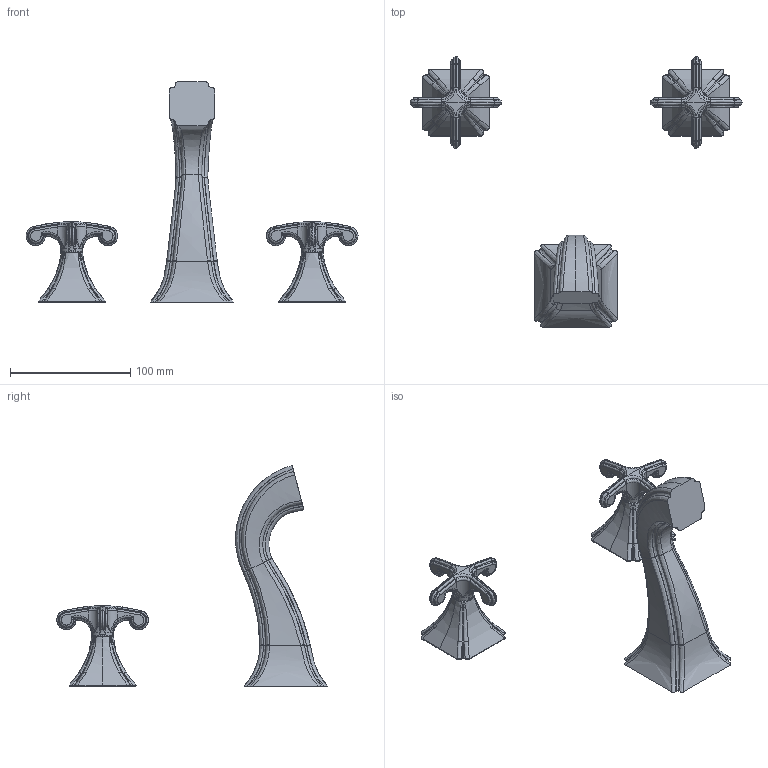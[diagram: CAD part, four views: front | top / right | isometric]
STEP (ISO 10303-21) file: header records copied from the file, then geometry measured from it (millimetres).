
FILE_DESCRIPTION((''),'2;1');
FILE_NAME('3-2525_SW0001','2020-12-01T17:02:02',('rsmith'),(''),'CREO PARAMETRIC BY PTC INC, 2018400','CREO PARAMETRIC BY PTC INC, 2018400','');
FILE_SCHEMA(('AUTOMOTIVE_DESIGN { 1 0 10303 214 1 1 1 1 }'));
Products named in the file (1): 3-2525_SW0001
Bounding box: 276.22 x 225.04 x 183.75 mm (x, y, z)
Volume: 358403.9 mm3; surface area: 60396.2 mm2
Topology: 3 solids, 3 shells, 743 faces, 1683 edges, 937 vertices
Faces by surface type: bspline 588, cylinder 70, torus 32, plane 27, sphere 26
Entity records: 67151 total; most frequent: CARTESIAN_POINT 41173, ORIENTED_EDGE 3334, PRESENTATION_STYLE_ASSIGNMENT 2413, STYLED_ITEM 1670, CURVE_STYLE 1667, EDGE_CURVE 1667, DIRECTION 1554, FILL_AREA_STYLE_COLOUR 1354
